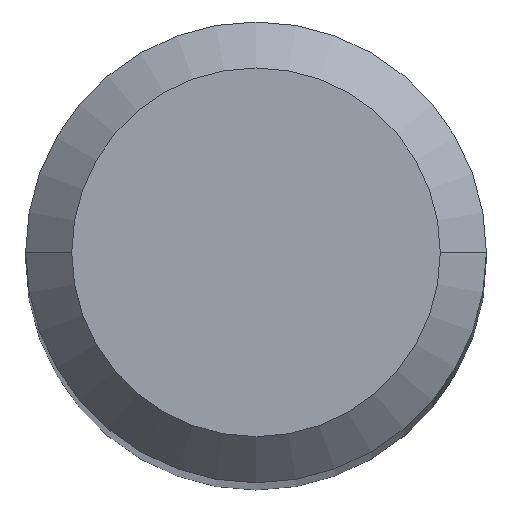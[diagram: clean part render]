
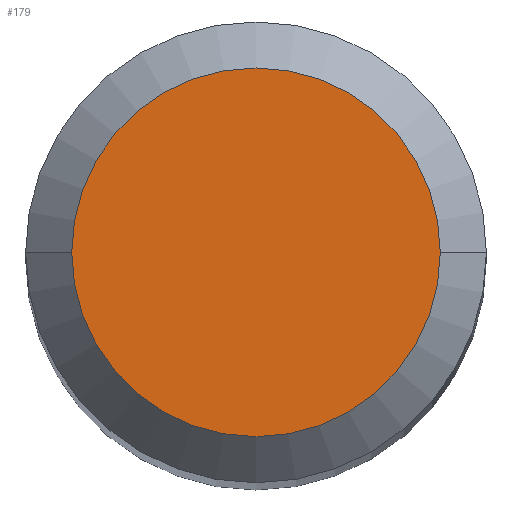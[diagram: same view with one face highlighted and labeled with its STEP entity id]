
A CAD part, top view. The second image highlights one B-rep face of the part: STEP entity #179.
In plain terms, the highlighted planar face has unit normal (0, 0, 1).
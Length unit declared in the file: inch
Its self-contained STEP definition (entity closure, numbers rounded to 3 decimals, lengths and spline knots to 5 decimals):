
#13 = DIRECTION ( 'NONE',  ( 1., 0., 0. ) ) ;
#17 = VERTEX_POINT ( 'NONE', #252 ) ;
#24 = PLANE ( 'NONE',  #188 ) ;
#129 = CARTESIAN_POINT ( 'NONE',  ( -0.04724, 0., 0. ) ) ;
#163 = EDGE_LOOP ( 'NONE', ( #247, #335 ) ) ;
#178 = DIRECTION ( 'NONE',  ( 0., 0., -1. ) ) ;
#179 = ADVANCED_FACE ( 'NONE', ( #372 ), #24, .F. ) ;
#188 = AXIS2_PLACEMENT_3D ( 'NONE', #338, #178, #332 ) ;
#213 = CIRCLE ( 'NONE', #359, 0.04724 ) ;
#233 = CARTESIAN_POINT ( 'NONE',  ( 0., 0., 0. ) ) ;
#236 = AXIS2_PLACEMENT_3D ( 'NONE', #314, #249, #13 ) ;
#246 = CIRCLE ( 'NONE', #236, 0.04724 ) ;
#247 = ORIENTED_EDGE ( 'NONE', *, *, #397, .T. ) ;
#249 = DIRECTION ( 'NONE',  ( 0., 0., 1. ) ) ;
#252 = CARTESIAN_POINT ( 'NONE',  ( 0.04724, 0., 0. ) ) ;
#280 = VERTEX_POINT ( 'NONE', #129 ) ;
#314 = CARTESIAN_POINT ( 'NONE',  ( 0., 0., 0. ) ) ;
#332 = DIRECTION ( 'NONE',  ( -1., 0., 0. ) ) ;
#335 = ORIENTED_EDGE ( 'NONE', *, *, #358, .T. ) ;
#338 = CARTESIAN_POINT ( 'NONE',  ( 0., 0., 0. ) ) ;
#349 = DIRECTION ( 'NONE',  ( 1., 0., 0. ) ) ;
#358 = EDGE_CURVE ( 'NONE', #17, #280, #213, .T. ) ;
#359 = AXIS2_PLACEMENT_3D ( 'NONE', #233, #385, #349 ) ;
#372 = FACE_OUTER_BOUND ( 'NONE', #163, .T. ) ;
#385 = DIRECTION ( 'NONE',  ( 0., 0., 1. ) ) ;
#397 = EDGE_CURVE ( 'NONE', #280, #17, #246, .T. ) ;
